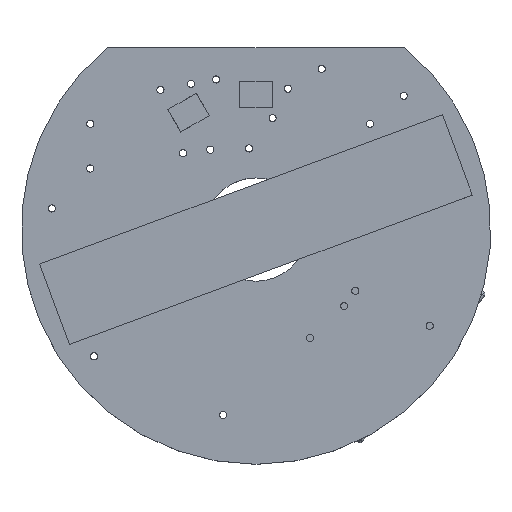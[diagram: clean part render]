
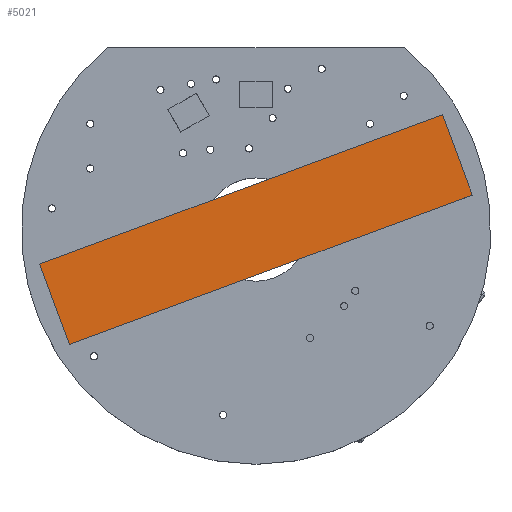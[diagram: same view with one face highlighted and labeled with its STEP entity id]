
A CAD part, top view. The second image highlights one B-rep face of the part: STEP entity #5021.
In plain terms, the highlighted planar face has unit normal (0, 0, 1).
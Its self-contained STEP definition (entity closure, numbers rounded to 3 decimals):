
#5021=ADVANCED_FACE('',(#10396),#10397,.T.);
#10396=FACE_OUTER_BOUND('',#16157,.T.);
#10397=PLANE('',#16158);
#16157=EDGE_LOOP('',(#31309,#31310,#31311,#31312));
#16158=AXIS2_PLACEMENT_3D('',#31313,#31314,#31315);
#31309=ORIENTED_EDGE('',*,*,#38571,.F.);
#31310=ORIENTED_EDGE('',*,*,#38572,.F.);
#31311=ORIENTED_EDGE('',*,*,#38573,.F.);
#31312=ORIENTED_EDGE('',*,*,#38574,.F.);
#31313=CARTESIAN_POINT('',(0.,0.,-0.017));
#31314=DIRECTION('',(0.,0.,1.0));
#31315=DIRECTION('',(1.0,0.0,0.));
#38571=EDGE_CURVE('',#46728,#46729,#46730,.T.);
#38572=EDGE_CURVE('',#46731,#46728,#46732,.T.);
#38573=EDGE_CURVE('',#46733,#46731,#46734,.T.);
#38574=EDGE_CURVE('',#46729,#46733,#46735,.T.);
#46728=VERTEX_POINT('',#58098);
#46729=VERTEX_POINT('',#58099);
#46730=LINE('',#58100,#58101);
#46731=VERTEX_POINT('',#58102);
#46732=LINE('',#58103,#58104);
#46733=VERTEX_POINT('',#58105);
#46734=LINE('',#58106,#58107);
#46735=LINE('',#58108,#58109);
#58098=CARTESIAN_POINT('',(-9.15,-1.825,-0.017));
#58099=CARTESIAN_POINT('',(-9.15,1.825,-0.017));
#58100=CARTESIAN_POINT('',(-9.15,0.,-0.017));
#58101=VECTOR('',#64682,1.0);
#58102=CARTESIAN_POINT('',(9.15,-1.825,-0.017));
#58103=CARTESIAN_POINT('',(0.,-1.825,-0.017));
#58104=VECTOR('',#64683,1.0);
#58105=CARTESIAN_POINT('',(9.15,1.825,-0.017));
#58106=CARTESIAN_POINT('',(9.15,0.,-0.017));
#58107=VECTOR('',#64684,1.0);
#58108=CARTESIAN_POINT('',(0.,1.825,-0.017));
#58109=VECTOR('',#64685,1.0);
#64682=DIRECTION('',(0.,1.,0.0));
#64683=DIRECTION('',(-1.0,0.,0.0));
#64684=DIRECTION('',(0.,-1.,0.0));
#64685=DIRECTION('',(1.0,0.,0.0));
